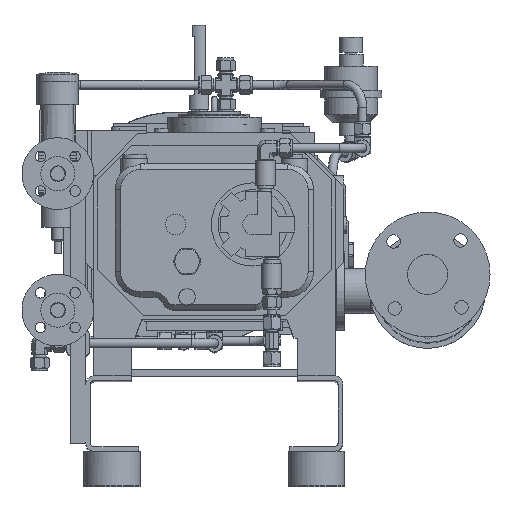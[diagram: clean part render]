
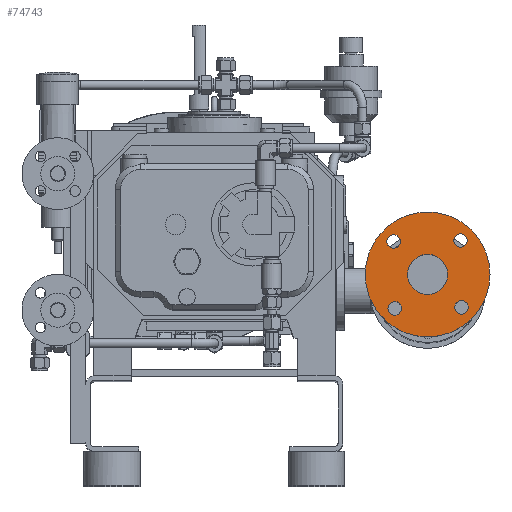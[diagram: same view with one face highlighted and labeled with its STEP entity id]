
A CAD part, top view. The second image highlights one B-rep face of the part: STEP entity #74743.
In plain terms, the highlighted planar face has unit normal (0, 0, 1).
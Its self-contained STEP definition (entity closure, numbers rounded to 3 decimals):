
#74568=CARTESIAN_POINT('',(321.152,-117.313,723.));
#74569=VERTEX_POINT('',#74568);
#74570=CARTESIAN_POINT('',(326.895,-110.383,723.));
#74571=DIRECTION('',(0.0,0.0,-1.));
#74572=DIRECTION('',(-0.638,-0.77,0.0));
#74573=AXIS2_PLACEMENT_3D('',#74570,#74571,#74572);
#74574=CIRCLE('',#74573,9.0);
#74575=EDGE_CURVE('',#74569,#74569,#74574,.T.);
#74596=CARTESIAN_POINT('',(332.412,-27.748,723.));
#74597=VERTEX_POINT('',#74596);
#74598=CARTESIAN_POINT('',(325.483,-22.006,723.));
#74599=DIRECTION('',(0.0,0.0,-1.0));
#74600=DIRECTION('',(0.77,-0.638,0.0));
#74601=AXIS2_PLACEMENT_3D('',#74598,#74599,#74600);
#74602=CIRCLE('',#74601,9.);
#74603=EDGE_CURVE('',#74597,#74597,#74602,.T.);
#74624=CARTESIAN_POINT('',(242.848,-16.488,723.));
#74625=VERTEX_POINT('',#74624);
#74626=CARTESIAN_POINT('',(237.105,-23.418,723.));
#74627=DIRECTION('',(0.0,0.0,-1.0));
#74628=DIRECTION('',(0.638,0.77,0.0));
#74629=AXIS2_PLACEMENT_3D('',#74626,#74627,#74628);
#74630=CIRCLE('',#74629,9.0);
#74631=EDGE_CURVE('',#74625,#74625,#74630,.T.);
#74652=CARTESIAN_POINT('',(231.588,-106.052,723.));
#74653=VERTEX_POINT('',#74652);
#74654=CARTESIAN_POINT('',(238.518,-111.795,723.));
#74655=DIRECTION('',(0.0,0.0,-1.));
#74656=DIRECTION('',(-0.77,0.638,0.0));
#74657=AXIS2_PLACEMENT_3D('',#74654,#74655,#74656);
#74658=CIRCLE('',#74657,9.0);
#74659=EDGE_CURVE('',#74653,#74653,#74658,.T.);
#74697=CARTESIAN_POINT('',(282.,-40.35,723.));
#74698=VERTEX_POINT('',#74697);
#74699=CARTESIAN_POINT('',(282.,-66.9,723.));
#74700=DIRECTION('',(0.0,0.0,1.0));
#74701=DIRECTION('',(0.0,1.0,0.0));
#74702=AXIS2_PLACEMENT_3D('',#74699,#74700,#74701);
#74703=CIRCLE('',#74702,26.55);
#74704=EDGE_CURVE('',#74698,#74698,#74703,.T.);
#74712=CARTESIAN_POINT('',(372.75,-157.65,723.));
#74713=DIRECTION('',(0.0,0.0,1.0));
#74714=DIRECTION('',(1.0,0.0,0.0));
#74715=AXIS2_PLACEMENT_3D('',#74712,#74713,#74714);
#74716=PLANE('',#74715);
#74717=CARTESIAN_POINT('',(282.,15.6,723.));
#74718=VERTEX_POINT('',#74717);
#74719=CARTESIAN_POINT('',(282.,-66.9,723.));
#74720=DIRECTION('',(0.0,0.0,-1.0));
#74721=DIRECTION('',(0.0,1.0,0.0));
#74722=AXIS2_PLACEMENT_3D('',#74719,#74720,#74721);
#74723=CIRCLE('',#74722,82.5);
#74724=EDGE_CURVE('',#74718,#74718,#74723,.T.);
#74725=ORIENTED_EDGE('',*,*,#74724,.F.);
#74726=EDGE_LOOP('',(#74725));
#74727=FACE_OUTER_BOUND('',#74726,.T.);
#74728=ORIENTED_EDGE('',*,*,#74575,.T.);
#74729=EDGE_LOOP('',(#74728));
#74730=FACE_BOUND('',#74729,.T.);
#74731=ORIENTED_EDGE('',*,*,#74603,.T.);
#74732=EDGE_LOOP('',(#74731));
#74733=FACE_BOUND('',#74732,.T.);
#74734=ORIENTED_EDGE('',*,*,#74631,.T.);
#74735=EDGE_LOOP('',(#74734));
#74736=FACE_BOUND('',#74735,.T.);
#74737=ORIENTED_EDGE('',*,*,#74659,.T.);
#74738=EDGE_LOOP('',(#74737));
#74739=FACE_BOUND('',#74738,.T.);
#74740=ORIENTED_EDGE('',*,*,#74704,.F.);
#74741=EDGE_LOOP('',(#74740));
#74742=FACE_BOUND('',#74741,.T.);
#74743=ADVANCED_FACE('',(#74727,#74730,#74733,#74736,#74739,#74742),#74716,.T.);
